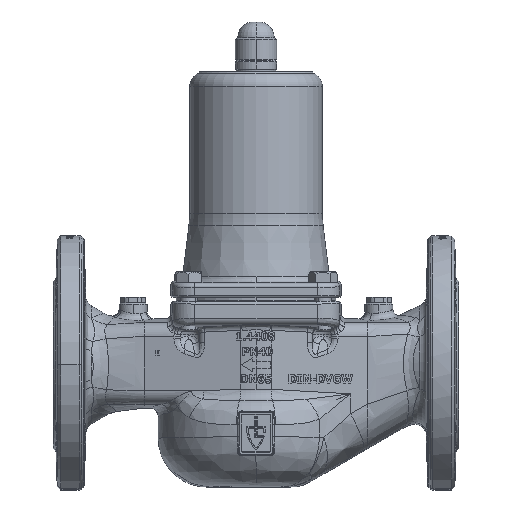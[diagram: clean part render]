
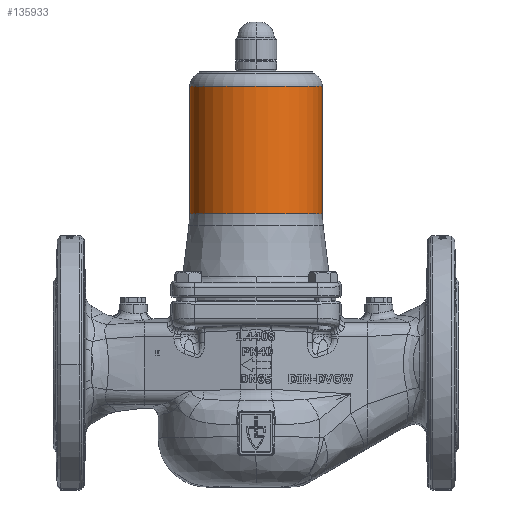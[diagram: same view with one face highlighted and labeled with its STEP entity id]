
A CAD part, top view. The second image highlights one B-rep face of the part: STEP entity #135933.
In plain terms, the highlighted cylindrical face has radius 47.5 mm (diameter 95 mm), a partial arc.
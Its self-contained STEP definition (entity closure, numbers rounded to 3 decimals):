
#17709 = VERTEX_POINT ( 'NONE', #93385 ) ;
#17733 = VERTEX_POINT ( 'NONE', #93415 ) ;
#17807 = VERTEX_POINT ( 'NONE', #93490 ) ;
#17844 = VERTEX_POINT ( 'NONE', #93526 ) ;
#28951 = EDGE_LOOP ( 'NONE', ( #70219, #70220, #70215, #70217 ) ) ;
#70215 = ORIENTED_EDGE ( 'NONE', *, *, #148732, .F. ) ;
#70217 = ORIENTED_EDGE ( 'NONE', *, *, #148745, .F. ) ;
#70219 = ORIENTED_EDGE ( 'NONE', *, *, #148741, .T. ) ;
#70220 = ORIENTED_EDGE ( 'NONE', *, *, #148742, .T. ) ;
#81289 = CYLINDRICAL_SURFACE ( 'NONE', #87745, 47.5 ) ;
#81331 = FACE_OUTER_BOUND ( 'NONE', #28951, .T. ) ;
#81362 = CARTESIAN_POINT ( 'NONE',  ( 0., 284.157, 0. ) ) ;
#81387 = DIRECTION ( 'NONE',  ( 0., 1., 0. ) ) ;
#81389 = DIRECTION ( 'NONE',  ( -1., 0., 0. ) ) ;
#87745 = AXIS2_PLACEMENT_3D ( 'NONE', #81362, #81387, #81389 ) ;
#93385 = CARTESIAN_POINT ( 'NONE',  ( -47.5, 168.022, 0. ) ) ;
#93415 = CARTESIAN_POINT ( 'NONE',  ( -47.5, 259.127, 0. ) ) ;
#93490 = CARTESIAN_POINT ( 'NONE',  ( 47.5, 259.127, 0. ) ) ;
#93526 = CARTESIAN_POINT ( 'NONE',  ( 47.5, 168.022, 0. ) ) ;
#134908 = CIRCLE ( 'NONE', #134921, 47.5 ) ;
#134919 = VECTOR ( 'NONE', #162321, 1000. ) ;
#134921 = AXIS2_PLACEMENT_3D ( 'NONE', #162287, #162288, #162290 ) ;
#134930 = CIRCLE ( 'NONE', #134936, 47.5 ) ;
#134936 = AXIS2_PLACEMENT_3D ( 'NONE', #162315, #162317, #162319 ) ;
#134938 = VECTOR ( 'NONE', #162326, 1000. ) ;
#135933 = ADVANCED_FACE ( 'NONE', ( #81331 ), #81289, .T. ) ;
#148732 = EDGE_CURVE ( 'NONE', #17733, #17807, #134908, .T. ) ;
#148741 = EDGE_CURVE ( 'NONE', #17709, #17844, #134930, .T. ) ;
#148742 = EDGE_CURVE ( 'NONE', #17844, #17807, #162313, .T. ) ;
#148745 = EDGE_CURVE ( 'NONE', #17709, #17733, #162323, .T. ) ;
#162287 = CARTESIAN_POINT ( 'NONE',  ( 0., 259.127, 0. ) ) ;
#162288 = DIRECTION ( 'NONE',  ( 0., 1., 0. ) ) ;
#162290 = DIRECTION ( 'NONE',  ( -1., 0., 0. ) ) ;
#162305 = CARTESIAN_POINT ( 'NONE',  ( 47.5, 284.157, 0. ) ) ;
#162313 = LINE ( 'NONE', #162305, #134919 ) ;
#162315 = CARTESIAN_POINT ( 'NONE',  ( 0., 168.022, 0. ) ) ;
#162317 = DIRECTION ( 'NONE',  ( 0., 1., 0. ) ) ;
#162319 = DIRECTION ( 'NONE',  ( -1., 0., 0. ) ) ;
#162321 = DIRECTION ( 'NONE',  ( 0., 1., 0. ) ) ;
#162323 = LINE ( 'NONE', #162325, #134938 ) ;
#162325 = CARTESIAN_POINT ( 'NONE',  ( -47.5, 284.157, 0. ) ) ;
#162326 = DIRECTION ( 'NONE',  ( 0., 1., 0. ) ) ;
